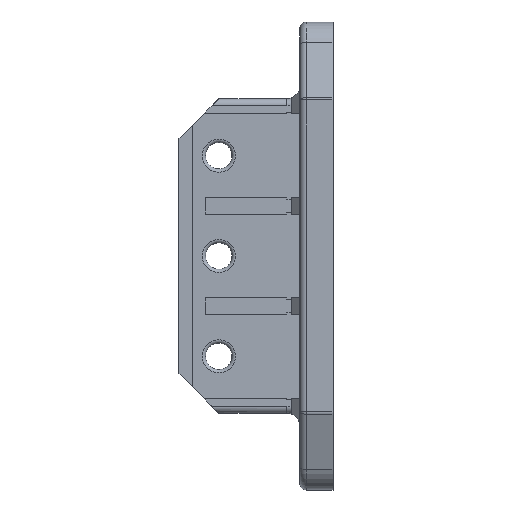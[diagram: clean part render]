
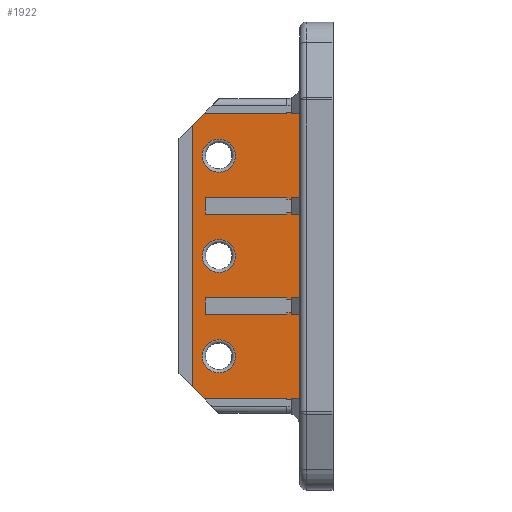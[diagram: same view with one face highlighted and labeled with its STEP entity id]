
A CAD part, top view. The second image highlights one B-rep face of the part: STEP entity #1922.
In plain terms, the highlighted planar face has unit normal (0, 0, 1).
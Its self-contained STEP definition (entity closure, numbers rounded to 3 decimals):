
#43=FACE_BOUND('',#706,.T.);
#44=FACE_BOUND('',#707,.T.);
#45=FACE_BOUND('',#708,.T.);
#55=LINE('',#2769,#285);
#56=LINE('',#2771,#286);
#57=LINE('',#2773,#287);
#58=LINE('',#2775,#288);
#59=LINE('',#2777,#289);
#60=LINE('',#2779,#290);
#61=LINE('',#2781,#291);
#62=LINE('',#2783,#292);
#63=LINE('',#2785,#293);
#64=LINE('',#2787,#294);
#65=LINE('',#2789,#295);
#66=LINE('',#2791,#296);
#67=LINE('',#2793,#297);
#68=LINE('',#2794,#298);
#285=VECTOR('',#2217,10.);
#286=VECTOR('',#2218,10.);
#287=VECTOR('',#2219,10.);
#288=VECTOR('',#2220,10.);
#289=VECTOR('',#2221,10.);
#290=VECTOR('',#2222,10.);
#291=VECTOR('',#2223,10.);
#292=VECTOR('',#2224,10.);
#293=VECTOR('',#2225,10.);
#294=VECTOR('',#2226,10.);
#295=VECTOR('',#2227,10.);
#296=VECTOR('',#2228,10.);
#297=VECTOR('',#2229,10.);
#298=VECTOR('',#2230,10.);
#515=PLANE('',#2048);
#596=FACE_OUTER_BOUND('',#705,.T.);
#705=EDGE_LOOP('',(#1346,#1347,#1348,#1349,#1350,#1351,#1352,#1353,#1354,
#1355,#1356,#1357,#1358,#1359));
#706=EDGE_LOOP('',(#1360));
#707=EDGE_LOOP('',(#1361));
#708=EDGE_LOOP('',(#1362));
#825=CIRCLE('',#2045,2.5);
#828=CIRCLE('',#2049,2.5);
#829=CIRCLE('',#2050,2.5);
#875=VERTEX_POINT('',#2761);
#877=VERTEX_POINT('',#2767);
#878=VERTEX_POINT('',#2768);
#879=VERTEX_POINT('',#2770);
#880=VERTEX_POINT('',#2772);
#881=VERTEX_POINT('',#2774);
#882=VERTEX_POINT('',#2776);
#883=VERTEX_POINT('',#2778);
#884=VERTEX_POINT('',#2780);
#885=VERTEX_POINT('',#2782);
#886=VERTEX_POINT('',#2784);
#887=VERTEX_POINT('',#2786);
#888=VERTEX_POINT('',#2788);
#889=VERTEX_POINT('',#2790);
#890=VERTEX_POINT('',#2792);
#891=VERTEX_POINT('',#2795);
#892=VERTEX_POINT('',#2797);
#1056=EDGE_CURVE('',#875,#875,#825,.T.);
#1059=EDGE_CURVE('',#877,#878,#55,.T.);
#1060=EDGE_CURVE('',#877,#879,#56,.T.);
#1061=EDGE_CURVE('',#880,#879,#57,.T.);
#1062=EDGE_CURVE('',#880,#881,#58,.T.);
#1063=EDGE_CURVE('',#881,#882,#59,.T.);
#1064=EDGE_CURVE('',#882,#883,#60,.T.);
#1065=EDGE_CURVE('',#884,#883,#61,.T.);
#1066=EDGE_CURVE('',#884,#885,#62,.T.);
#1067=EDGE_CURVE('',#885,#886,#63,.T.);
#1068=EDGE_CURVE('',#886,#887,#64,.T.);
#1069=EDGE_CURVE('',#888,#887,#65,.T.);
#1070=EDGE_CURVE('',#888,#889,#66,.T.);
#1071=EDGE_CURVE('',#890,#889,#67,.T.);
#1072=EDGE_CURVE('',#890,#878,#68,.T.);
#1073=EDGE_CURVE('',#891,#891,#828,.T.);
#1074=EDGE_CURVE('',#892,#892,#829,.T.);
#1346=ORIENTED_EDGE('',*,*,#1059,.F.);
#1347=ORIENTED_EDGE('',*,*,#1060,.T.);
#1348=ORIENTED_EDGE('',*,*,#1061,.F.);
#1349=ORIENTED_EDGE('',*,*,#1062,.T.);
#1350=ORIENTED_EDGE('',*,*,#1063,.T.);
#1351=ORIENTED_EDGE('',*,*,#1064,.T.);
#1352=ORIENTED_EDGE('',*,*,#1065,.F.);
#1353=ORIENTED_EDGE('',*,*,#1066,.T.);
#1354=ORIENTED_EDGE('',*,*,#1067,.T.);
#1355=ORIENTED_EDGE('',*,*,#1068,.T.);
#1356=ORIENTED_EDGE('',*,*,#1069,.F.);
#1357=ORIENTED_EDGE('',*,*,#1070,.T.);
#1358=ORIENTED_EDGE('',*,*,#1071,.F.);
#1359=ORIENTED_EDGE('',*,*,#1072,.T.);
#1360=ORIENTED_EDGE('',*,*,#1073,.F.);
#1361=ORIENTED_EDGE('',*,*,#1074,.F.);
#1362=ORIENTED_EDGE('',*,*,#1056,.F.);
#1922=ADVANCED_FACE('',(#596,#43,#44,#45),#515,.T.);
#2045=AXIS2_PLACEMENT_3D('',#2762,#2209,#2210);
#2048=AXIS2_PLACEMENT_3D('',#2766,#2215,#2216);
#2049=AXIS2_PLACEMENT_3D('',#2796,#2231,#2232);
#2050=AXIS2_PLACEMENT_3D('',#2798,#2233,#2234);
#2209=DIRECTION('center_axis',(0.,0.,1.));
#2210=DIRECTION('ref_axis',(-1.,0.,0.));
#2215=DIRECTION('center_axis',(0.,0.,1.));
#2216=DIRECTION('ref_axis',(0.,1.,0.));
#2217=DIRECTION('',(-0.707,0.707,0.));
#2218=DIRECTION('',(1.,0.,0.));
#2219=DIRECTION('',(0.,-1.,0.));
#2220=DIRECTION('',(-1.,0.,0.));
#2221=DIRECTION('',(0.,1.,0.));
#2222=DIRECTION('',(1.,0.,0.));
#2223=DIRECTION('',(0.,-1.,0.));
#2224=DIRECTION('',(-1.,0.,0.));
#2225=DIRECTION('',(0.,1.,0.));
#2226=DIRECTION('',(1.,0.,0.));
#2227=DIRECTION('',(0.,-1.,0.));
#2228=DIRECTION('',(-1.,0.,0.));
#2229=DIRECTION('',(0.707,0.707,0.));
#2230=DIRECTION('',(0.,-1.,0.));
#2231=DIRECTION('center_axis',(0.,0.,1.));
#2232=DIRECTION('ref_axis',(-1.,0.,0.));
#2233=DIRECTION('center_axis',(0.,0.,1.));
#2234=DIRECTION('ref_axis',(-1.,0.,0.));
#2761=CARTESIAN_POINT('',(-14.75,-15.15,2.));
#2762=CARTESIAN_POINT('Origin',(-17.25,-15.15,2.));
#2766=CARTESIAN_POINT('Origin',(-3.,-23.725,2.));
#2767=CARTESIAN_POINT('',(-19.25,-21.725,2.));
#2768=CARTESIAN_POINT('',(-21.25,-19.725,2.));
#2769=CARTESIAN_POINT('',(-15.188,-25.788,2.));
#2770=CARTESIAN_POINT('',(-3.,-21.725,2.));
#2771=CARTESIAN_POINT('',(-3.,-21.725,2.));
#2772=CARTESIAN_POINT('',(-3.,-8.575,2.));
#2773=CARTESIAN_POINT('',(-3.,-11.863,2.));
#2774=CARTESIAN_POINT('',(-19.25,-8.575,2.));
#2775=CARTESIAN_POINT('',(-3.,-8.575,2.));
#2776=CARTESIAN_POINT('',(-19.25,-6.575,2.));
#2777=CARTESIAN_POINT('',(-19.25,-15.65,2.));
#2778=CARTESIAN_POINT('',(-3.,-6.575,2.));
#2779=CARTESIAN_POINT('',(-3.,-6.575,2.));
#2780=CARTESIAN_POINT('',(-3.,6.575,2.));
#2781=CARTESIAN_POINT('',(-3.,-11.863,2.));
#2782=CARTESIAN_POINT('',(-19.25,6.575,2.));
#2783=CARTESIAN_POINT('',(-3.,6.575,2.));
#2784=CARTESIAN_POINT('',(-19.25,8.575,2.));
#2785=CARTESIAN_POINT('',(-19.25,-8.075,2.));
#2786=CARTESIAN_POINT('',(-3.,8.575,2.));
#2787=CARTESIAN_POINT('',(-3.,8.575,2.));
#2788=CARTESIAN_POINT('',(-3.,21.725,2.));
#2789=CARTESIAN_POINT('',(-3.,-11.863,2.));
#2790=CARTESIAN_POINT('',(-19.25,21.725,2.));
#2791=CARTESIAN_POINT('',(-3.,21.725,2.));
#2792=CARTESIAN_POINT('',(-21.25,19.725,2.));
#2793=CARTESIAN_POINT('',(-27.05,13.925,2.));
#2794=CARTESIAN_POINT('',(-21.25,-23.725,2.));
#2795=CARTESIAN_POINT('',(-14.75,0.,2.));
#2796=CARTESIAN_POINT('Origin',(-17.25,0.,2.));
#2797=CARTESIAN_POINT('',(-14.75,15.15,2.));
#2798=CARTESIAN_POINT('Origin',(-17.25,15.15,2.));
